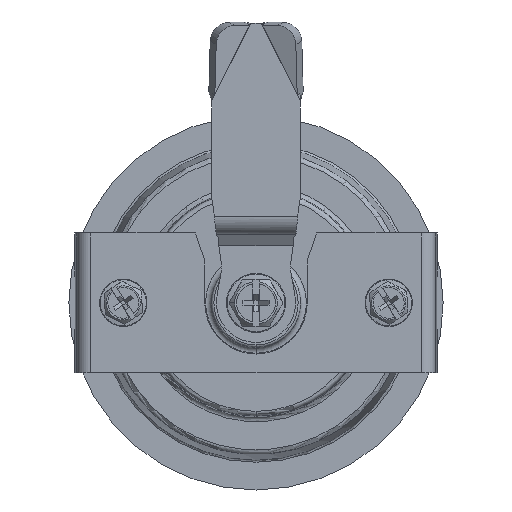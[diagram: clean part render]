
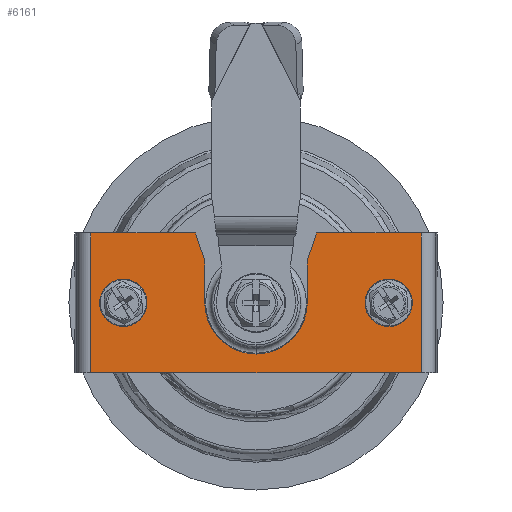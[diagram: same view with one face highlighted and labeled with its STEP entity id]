
A CAD part, front view. The second image highlights one B-rep face of the part: STEP entity #6161.
In plain terms, the highlighted planar face has unit normal (0, -1, 0).
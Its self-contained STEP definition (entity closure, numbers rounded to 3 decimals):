
#80 = ORIENTED_EDGE ( 'NONE', *, *, #12355, .F. ) ;
#154 = VERTEX_POINT ( 'NONE', #11537 ) ;
#163 = EDGE_CURVE ( 'NONE', #154, #1191, #3650, .T. ) ;
#510 = FACE_BOUND ( 'NONE', #5606, .T. ) ;
#633 = DIRECTION ( 'NONE',  ( -1., 0., 0. ) ) ;
#679 = VERTEX_POINT ( 'NONE', #1009 ) ;
#711 = DIRECTION ( 'NONE',  ( 0., 0., -1. ) ) ;
#1009 = CARTESIAN_POINT ( 'NONE',  ( 25.5, -2.5, 0. ) ) ;
#1085 = AXIS2_PLACEMENT_3D ( 'NONE', #4591, #9410, #4383 ) ;
#1160 = CARTESIAN_POINT ( 'NONE',  ( -15.3, -2.5, 21.9 ) ) ;
#1191 = VERTEX_POINT ( 'NONE', #11521 ) ;
#1195 = CARTESIAN_POINT ( 'NONE',  ( 36., -2.5, -15. ) ) ;
#1234 = CARTESIAN_POINT ( 'NONE',  ( 28.5, -2.5, 0. ) ) ;
#1287 = DIRECTION ( 'NONE',  ( -0.316, 0., 0.949 ) ) ;
#1408 = CARTESIAN_POINT ( 'NONE',  ( 35.517, -2.5, -15. ) ) ;
#1438 = VERTEX_POINT ( 'NONE', #10128 ) ;
#1522 = CARTESIAN_POINT ( 'NONE',  ( 31.5, -2.5, 0. ) ) ;
#1679 = FACE_OUTER_BOUND ( 'NONE', #1704, .T. ) ;
#1704 = EDGE_LOOP ( 'NONE', ( #9904, #5145, #6172, #3405, #11316, #6964, #8947, #1852, #10278, #3879 ) ) ;
#1755 = CARTESIAN_POINT ( 'NONE',  ( -28.5, -2.5, 0. ) ) ;
#1851 = ORIENTED_EDGE ( 'NONE', *, *, #2884, .F. ) ;
#1852 = ORIENTED_EDGE ( 'NONE', *, *, #7461, .T. ) ;
#1884 = DIRECTION ( 'NONE',  ( 0., -1., 0. ) ) ;
#2086 = EDGE_CURVE ( 'NONE', #9587, #7076, #6616, .T. ) ;
#2318 = EDGE_CURVE ( 'NONE', #4220, #154, #8333, .T. ) ;
#2425 = ORIENTED_EDGE ( 'NONE', *, *, #7346, .F. ) ;
#2510 = VECTOR ( 'NONE', #4281, 1000. ) ;
#2799 = CIRCLE ( 'NONE', #10123, 3. ) ;
#2845 = CARTESIAN_POINT ( 'NONE',  ( 11., -2.5, 15. ) ) ;
#2884 = EDGE_CURVE ( 'NONE', #679, #11604, #9770, .T. ) ;
#3183 = EDGE_CURVE ( 'NONE', #4220, #8048, #8163, .T. ) ;
#3233 = LINE ( 'NONE', #1195, #5483 ) ;
#3299 = CARTESIAN_POINT ( 'NONE',  ( -13., -2.5, 15. ) ) ;
#3405 = ORIENTED_EDGE ( 'NONE', *, *, #163, .F. ) ;
#3650 = CIRCLE ( 'NONE', #8017, 11. ) ;
#3667 = VECTOR ( 'NONE', #4725, 1000. ) ;
#3879 = ORIENTED_EDGE ( 'NONE', *, *, #12518, .T. ) ;
#4220 = VERTEX_POINT ( 'NONE', #8706 ) ;
#4281 = DIRECTION ( 'NONE',  ( -1., 0., 0. ) ) ;
#4383 = DIRECTION ( 'NONE',  ( -1., 0., 0. ) ) ;
#4464 = AXIS2_PLACEMENT_3D ( 'NONE', #1755, #1884, #7594 ) ;
#4591 = CARTESIAN_POINT ( 'NONE',  ( 28.5, -2.5, 0. ) ) ;
#4608 = CARTESIAN_POINT ( 'NONE',  ( -35.517, -2.5, 15. ) ) ;
#4725 = DIRECTION ( 'NONE',  ( -1., 0., 0. ) ) ;
#5134 = CARTESIAN_POINT ( 'NONE',  ( 11., -2.5, 9. ) ) ;
#5145 = ORIENTED_EDGE ( 'NONE', *, *, #2086, .T. ) ;
#5192 = CARTESIAN_POINT ( 'NONE',  ( -11., -2.5, 15. ) ) ;
#5193 = DIRECTION ( 'NONE',  ( 1., 0., 0. ) ) ;
#5333 = VERTEX_POINT ( 'NONE', #1408 ) ;
#5336 = CARTESIAN_POINT ( 'NONE',  ( 35.517, -2.5, 15. ) ) ;
#5483 = VECTOR ( 'NONE', #5193, 1000. ) ;
#5577 = DIRECTION ( 'NONE',  ( 0., -1., 0. ) ) ;
#5606 = EDGE_LOOP ( 'NONE', ( #2425, #5745 ) ) ;
#5745 = ORIENTED_EDGE ( 'NONE', *, *, #12514, .F. ) ;
#5930 = EDGE_CURVE ( 'NONE', #12780, #9587, #6556, .T. ) ;
#6161 = ADVANCED_FACE ( 'NONE', ( #510, #9549, #1679 ), #8500, .T. ) ;
#6172 = ORIENTED_EDGE ( 'NONE', *, *, #11364, .F. ) ;
#6378 = DIRECTION ( 'NONE',  ( 0., 0., -1. ) ) ;
#6541 = CARTESIAN_POINT ( 'NONE',  ( -36., -2.5, 15. ) ) ;
#6543 = CIRCLE ( 'NONE', #1085, 3. ) ;
#6556 = LINE ( 'NONE', #12522, #3667 ) ;
#6613 = DIRECTION ( 'NONE',  ( 0., 0., 1. ) ) ;
#6616 = LINE ( 'NONE', #7596, #9682 ) ;
#6625 = VECTOR ( 'NONE', #6378, 1000. ) ;
#6631 = DIRECTION ( 'NONE',  ( -1., 0., 0. ) ) ;
#6806 = CARTESIAN_POINT ( 'NONE',  ( 35.517, -2.5, -15. ) ) ;
#6895 = VERTEX_POINT ( 'NONE', #10728 ) ;
#6964 = ORIENTED_EDGE ( 'NONE', *, *, #3183, .T. ) ;
#7076 = VERTEX_POINT ( 'NONE', #5134 ) ;
#7094 = DIRECTION ( 'NONE',  ( -1., 0., 0. ) ) ;
#7281 = DIRECTION ( 'NONE',  ( 0., -1., 0. ) ) ;
#7346 = EDGE_CURVE ( 'NONE', #1438, #6895, #2799, .T. ) ;
#7349 = CARTESIAN_POINT ( 'NONE',  ( 13., -2.5, 15. ) ) ;
#7352 = VECTOR ( 'NONE', #6613, 1000. ) ;
#7461 = EDGE_CURVE ( 'NONE', #10753, #10561, #11598, .T. ) ;
#7594 = DIRECTION ( 'NONE',  ( -1., 0., 0. ) ) ;
#7596 = CARTESIAN_POINT ( 'NONE',  ( 8.1, -2.5, 0.3 ) ) ;
#7674 = CARTESIAN_POINT ( 'NONE',  ( 0., -2.5, 0. ) ) ;
#7726 = CARTESIAN_POINT ( 'NONE',  ( -35.517, -2.5, 15. ) ) ;
#8017 = AXIS2_PLACEMENT_3D ( 'NONE', #7674, #5577, #6631 ) ;
#8030 = EDGE_CURVE ( 'NONE', #10561, #5333, #3233, .T. ) ;
#8048 = VERTEX_POINT ( 'NONE', #3299 ) ;
#8163 = LINE ( 'NONE', #1160, #9340 ) ;
#8245 = EDGE_LOOP ( 'NONE', ( #1851, #80 ) ) ;
#8283 = AXIS2_PLACEMENT_3D ( 'NONE', #1234, #7281, #11270 ) ;
#8333 = LINE ( 'NONE', #5192, #6625 ) ;
#8469 = AXIS2_PLACEMENT_3D ( 'NONE', #6541, #10541, #633 ) ;
#8500 = PLANE ( 'NONE',  #8469 ) ;
#8706 = CARTESIAN_POINT ( 'NONE',  ( -11., -2.5, 9. ) ) ;
#8947 = ORIENTED_EDGE ( 'NONE', *, *, #9522, .T. ) ;
#9340 = VECTOR ( 'NONE', #1287, 1000. ) ;
#9410 = DIRECTION ( 'NONE',  ( 0., -1., 0. ) ) ;
#9439 = LINE ( 'NONE', #12319, #2510 ) ;
#9522 = EDGE_CURVE ( 'NONE', #8048, #10753, #9439, .T. ) ;
#9549 = FACE_BOUND ( 'NONE', #8245, .T. ) ;
#9587 = VERTEX_POINT ( 'NONE', #7349 ) ;
#9682 = VECTOR ( 'NONE', #11597, 1000. ) ;
#9770 = CIRCLE ( 'NONE', #8283, 3. ) ;
#9904 = ORIENTED_EDGE ( 'NONE', *, *, #5930, .T. ) ;
#10085 = CIRCLE ( 'NONE', #4464, 3. ) ;
#10123 = AXIS2_PLACEMENT_3D ( 'NONE', #12254, #11206, #7094 ) ;
#10128 = CARTESIAN_POINT ( 'NONE',  ( -31.5, -2.5, 0. ) ) ;
#10278 = ORIENTED_EDGE ( 'NONE', *, *, #8030, .T. ) ;
#10541 = DIRECTION ( 'NONE',  ( 0., -1., 0. ) ) ;
#10561 = VERTEX_POINT ( 'NONE', #10887 ) ;
#10728 = CARTESIAN_POINT ( 'NONE',  ( -25.5, -2.5, 0. ) ) ;
#10753 = VERTEX_POINT ( 'NONE', #4608 ) ;
#10887 = CARTESIAN_POINT ( 'NONE',  ( -35.517, -2.5, -15. ) ) ;
#10945 = VECTOR ( 'NONE', #11592, 1000. ) ;
#11206 = DIRECTION ( 'NONE',  ( 0., -1., 0. ) ) ;
#11270 = DIRECTION ( 'NONE',  ( -1., 0., 0. ) ) ;
#11316 = ORIENTED_EDGE ( 'NONE', *, *, #2318, .F. ) ;
#11364 = EDGE_CURVE ( 'NONE', #1191, #7076, #12879, .T. ) ;
#11521 = CARTESIAN_POINT ( 'NONE',  ( 11., -2.5, 0. ) ) ;
#11537 = CARTESIAN_POINT ( 'NONE',  ( -11., -2.5, 0. ) ) ;
#11592 = DIRECTION ( 'NONE',  ( 0., 0., 1. ) ) ;
#11597 = DIRECTION ( 'NONE',  ( -0.316, 0., -0.949 ) ) ;
#11598 = LINE ( 'NONE', #7726, #11811 ) ;
#11604 = VERTEX_POINT ( 'NONE', #1522 ) ;
#11659 = LINE ( 'NONE', #6806, #10945 ) ;
#11811 = VECTOR ( 'NONE', #711, 1000. ) ;
#12254 = CARTESIAN_POINT ( 'NONE',  ( -28.5, -2.5, 0. ) ) ;
#12319 = CARTESIAN_POINT ( 'NONE',  ( 36., -2.5, 15. ) ) ;
#12355 = EDGE_CURVE ( 'NONE', #11604, #679, #6543, .T. ) ;
#12514 = EDGE_CURVE ( 'NONE', #6895, #1438, #10085, .T. ) ;
#12518 = EDGE_CURVE ( 'NONE', #5333, #12780, #11659, .T. ) ;
#12522 = CARTESIAN_POINT ( 'NONE',  ( 36., -2.5, 15. ) ) ;
#12780 = VERTEX_POINT ( 'NONE', #5336 ) ;
#12879 = LINE ( 'NONE', #2845, #7352 ) ;
